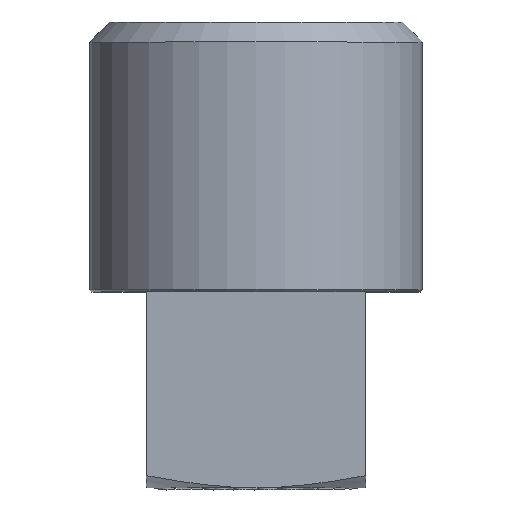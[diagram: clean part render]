
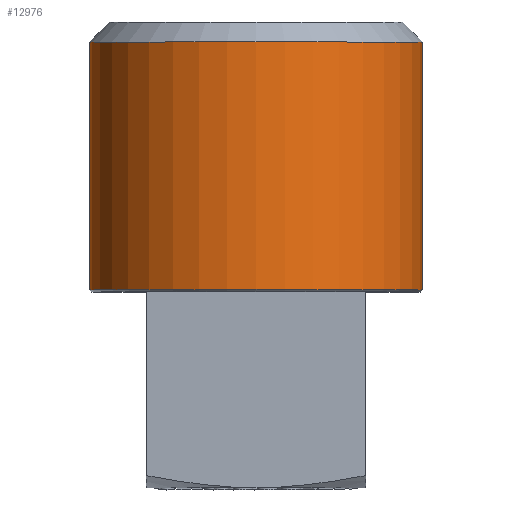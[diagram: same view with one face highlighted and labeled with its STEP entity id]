
A CAD part, top view. The second image highlights one B-rep face of the part: STEP entity #12976.
In plain terms, the highlighted cylindrical face has radius 8.331 mm (diameter 16.662 mm), a full revolution.
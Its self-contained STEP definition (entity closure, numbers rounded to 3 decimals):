
#358 = CIRCLE ( 'NONE', #4950, 8.331 ) ;
#480 = CIRCLE ( 'NONE', #11537, 8.331 ) ;
#811 = FACE_OUTER_BOUND ( 'NONE', #6393, .T. ) ;
#812 = FACE_OUTER_BOUND ( 'NONE', #6424, .T. ) ;
#817 = CYLINDRICAL_SURFACE ( 'NONE', #11454, 8.331 ) ;
#4547 = CARTESIAN_POINT ( 'NONE',  ( 8.331, 9.914, 0. ) ) ;
#4548 = CARTESIAN_POINT ( 'NONE',  ( 8.331, 22.3, 0. ) ) ;
#4758 = EDGE_CURVE ( 'NONE', #7094, #7094, #358, .T. ) ;
#4864 = EDGE_CURVE ( 'NONE', #7059, #7059, #480, .T. ) ;
#4950 = AXIS2_PLACEMENT_3D ( 'NONE', #11176, #11175, #11174 ) ;
#6278 = ORIENTED_EDGE ( 'NONE', *, *, #4864, .T. ) ;
#6393 = EDGE_LOOP ( 'NONE', ( #6564 ) ) ;
#6424 = EDGE_LOOP ( 'NONE', ( #6278 ) ) ;
#6564 = ORIENTED_EDGE ( 'NONE', *, *, #4758, .T. ) ;
#7059 = VERTEX_POINT ( 'NONE', #4548 ) ;
#7094 = VERTEX_POINT ( 'NONE', #4547 ) ;
#8049 = CARTESIAN_POINT ( 'NONE',  ( 0., 9.8, 0. ) ) ;
#8050 = DIRECTION ( 'NONE',  ( 0., 1., 0. ) ) ;
#8051 = DIRECTION ( 'NONE',  ( 1., 0., 0. ) ) ;
#9529 = CARTESIAN_POINT ( 'NONE',  ( 0., 22.3, 0. ) ) ;
#9533 = DIRECTION ( 'NONE',  ( 0., -1., 0. ) ) ;
#9538 = DIRECTION ( 'NONE',  ( 1., 0., 0. ) ) ;
#11174 = DIRECTION ( 'NONE',  ( 1., 0., 0. ) ) ;
#11175 = DIRECTION ( 'NONE',  ( 0., 1., 0. ) ) ;
#11176 = CARTESIAN_POINT ( 'NONE',  ( 0., 9.914, 0. ) ) ;
#11454 = AXIS2_PLACEMENT_3D ( 'NONE', #8049, #8050, #8051 ) ;
#11537 = AXIS2_PLACEMENT_3D ( 'NONE', #9529, #9533, #9538 ) ;
#12976 = ADVANCED_FACE ( 'NONE', ( #811, #812 ), #817, .T. ) ;
